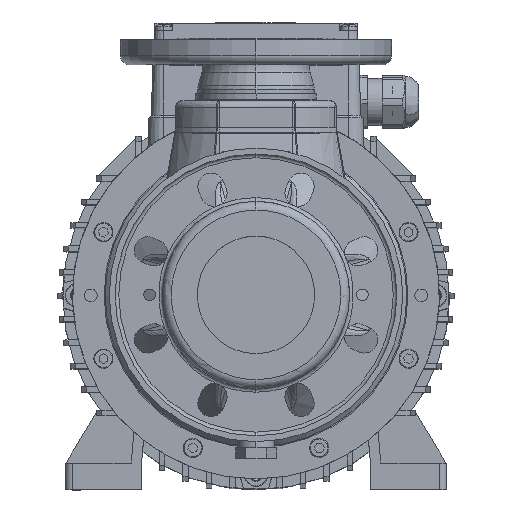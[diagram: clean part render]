
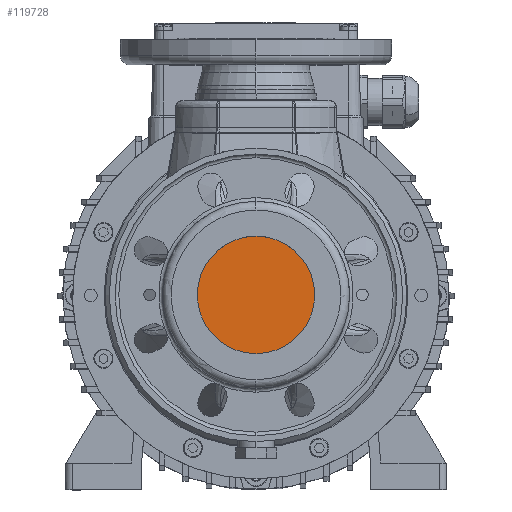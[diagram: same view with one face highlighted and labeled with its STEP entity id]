
A CAD part, top view. The second image highlights one B-rep face of the part: STEP entity #119728.
In plain terms, the highlighted face is planar.
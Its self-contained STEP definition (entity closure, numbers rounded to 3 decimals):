
#883 = CIRCLE ( 'NONE', #50164, 40. ) ;
#1668 = CARTESIAN_POINT ( 'NONE',  ( 42., 48.001, -48.001 ) ) ;
#10942 = FACE_OUTER_BOUND ( 'NONE', #98077, .T. ) ;
#11354 = CARTESIAN_POINT ( 'NONE',  ( 42., 0., 0. ) ) ;
#11964 = AXIS2_PLACEMENT_3D ( 'NONE', #11354, #49629, #87335 ) ;
#17669 = AXIS2_PLACEMENT_3D ( 'NONE', #1668, #17913, #93314 ) ;
#17913 = DIRECTION ( 'NONE',  ( 1., 0., 0. ) ) ;
#38199 = ORIENTED_EDGE ( 'NONE', *, *, #105173, .T. ) ;
#39067 = CARTESIAN_POINT ( 'NONE',  ( 42., 0., 40. ) ) ;
#45289 = DIRECTION ( 'NONE',  ( 0., 0., -1. ) ) ;
#46186 = EDGE_CURVE ( 'NONE', #56330, #68220, #108671, .T. ) ;
#49629 = DIRECTION ( 'NONE',  ( 1., 0., 0. ) ) ;
#50164 = AXIS2_PLACEMENT_3D ( 'NONE', #73742, #84236, #45289 ) ;
#55590 = PLANE ( 'NONE',  #17669 ) ;
#56330 = VERTEX_POINT ( 'NONE', #39067 ) ;
#68220 = VERTEX_POINT ( 'NONE', #113377 ) ;
#73742 = CARTESIAN_POINT ( 'NONE',  ( 42., 0., 0. ) ) ;
#84236 = DIRECTION ( 'NONE',  ( 1., 0., 0. ) ) ;
#87335 = DIRECTION ( 'NONE',  ( 0., 0., -1. ) ) ;
#93314 = DIRECTION ( 'NONE',  ( 0., 0., -1. ) ) ;
#98077 = EDGE_LOOP ( 'NONE', ( #38199, #121114 ) ) ;
#105173 = EDGE_CURVE ( 'NONE', #68220, #56330, #883, .T. ) ;
#108671 = CIRCLE ( 'NONE', #11964, 40. ) ;
#113377 = CARTESIAN_POINT ( 'NONE',  ( 42., 0., -40. ) ) ;
#119728 = ADVANCED_FACE ( 'NONE', ( #10942 ), #55590, .T. ) ;
#121114 = ORIENTED_EDGE ( 'NONE', *, *, #46186, .T. ) ;
